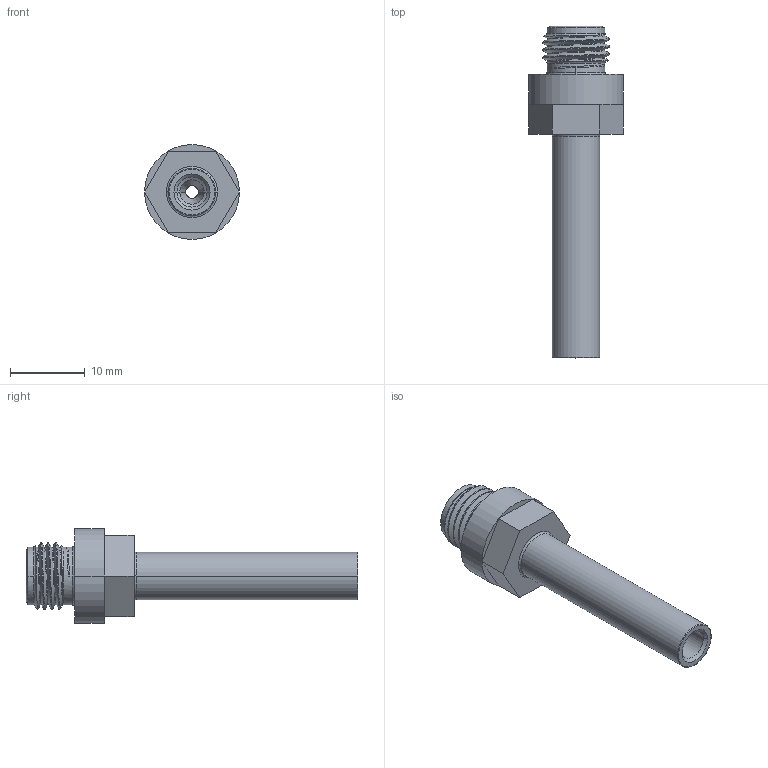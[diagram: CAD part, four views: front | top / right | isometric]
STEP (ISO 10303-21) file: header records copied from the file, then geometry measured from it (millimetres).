
FILE_DESCRIPTION(/* description */ (''),/* implementation_level */ '2;1');
FILE_NAME(/* name */ 'NozzleHolder-D10000000220454_A001.stp',/* time_stamp */ '2021-08-02T09:57:39+02:00',/* author */ (''),/* organization */ (''),/* preprocessor_version */ 'ST-DEVELOPER v16.7',/* originating_system */ 'SIEMENS PLM Software NX 1872',/* authorisation */ '');
FILE_SCHEMA (('AUTOMOTIVE_DESIGN { 1 0 10303 214 3 1 1 1 }'));
Length unit declared in the file: millimetre
Products named in the file (1): NozzleHolder-D10000000220454_A001
Bounding box: 12.7 x 44.5 x 12.7 mm (x, y, z)
Volume: 1929.9 mm3; surface area: 1752.5 mm2
Topology: 1 solids, 1 shells, 72 faces, 166 edges, 102 vertices
Faces by surface type: cylinder 25, cone 16, plane 13, torus 12, bspline 6
Full cylindrical faces by diameter (mm): 1.7 x1, 1.702 x2
Entity records: 3437 total; most frequent: CARTESIAN_POINT 1812, ORIENTED_EDGE 324, DIRECTION 323, EDGE_CURVE 162, AXIS2_PLACEMENT_3D 135, VERTEX_POINT 100, EDGE_LOOP 82, ADVANCED_FACE 72
